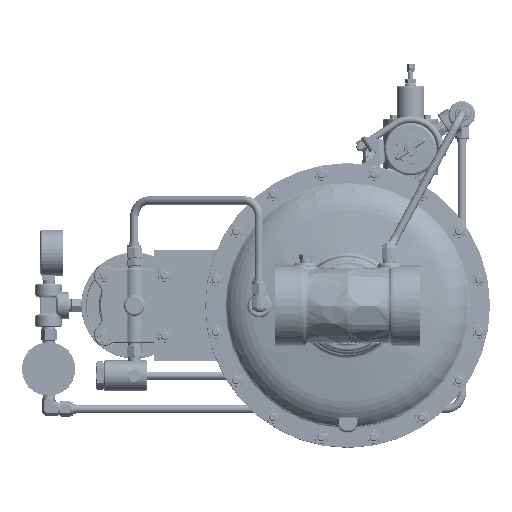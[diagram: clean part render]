
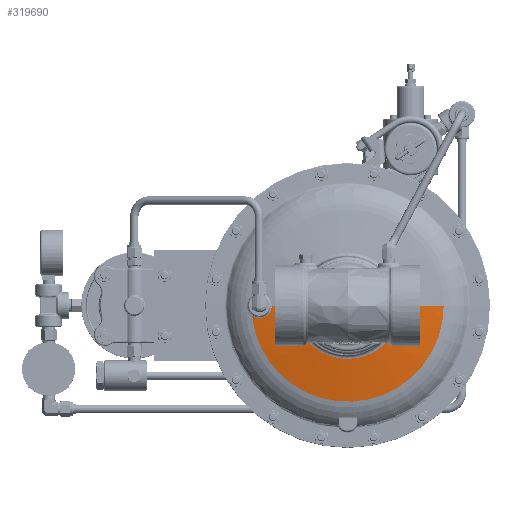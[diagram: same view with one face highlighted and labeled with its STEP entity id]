
A CAD part, front view. The second image highlights one B-rep face of the part: STEP entity #319690.
In plain terms, the highlighted spherical face has radius 584.2 mm.
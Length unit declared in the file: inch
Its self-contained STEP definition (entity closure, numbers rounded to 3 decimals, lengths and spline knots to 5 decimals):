
#1395 = CIRCLE ( 'NONE', #281783, 23. ) ;
#1937 = ORIENTED_EDGE ( 'NONE', *, *, #44262, .T. ) ;
#4962 = VERTEX_POINT ( 'NONE', #171030 ) ;
#13582 = DIRECTION ( 'NONE',  ( 0., -1., 0. ) ) ;
#14180 = AXIS2_PLACEMENT_3D ( 'NONE', #146800, #13582, #334443 ) ;
#14829 = CARTESIAN_POINT ( 'NONE',  ( -3.99686, 8.2544, -0.56217 ) ) ;
#15983 = CARTESIAN_POINT ( 'NONE',  ( -4.24932, 8.29892, -0.49841 ) ) ;
#17100 = CARTESIAN_POINT ( 'NONE',  ( -3.63235, 8.19027, -0.43231 ) ) ;
#21976 = CARTESIAN_POINT ( 'NONE',  ( 0., 30.89752, 0. ) ) ;
#24735 = CARTESIAN_POINT ( 'NONE',  ( -3.42898, 8.15457, 0. ) ) ;
#25344 = VERTEX_POINT ( 'NONE', #272263 ) ;
#27754 = EDGE_CURVE ( 'Defeatured_18310+Defeatured_18326+Defeatured_18327+Defeatured_18328', #328539, #133478, #300351, .T. ) ;
#35860 = DIRECTION ( 'NONE',  ( 0., 0., 1. ) ) ;
#37135 = SPHERICAL_SURFACE ( 'NONE', #119008, 23. ) ;
#41058 = DIRECTION ( 'NONE',  ( 0., 0., 1. ) ) ;
#43042 = DIRECTION ( 'NONE',  ( 0., 0., -1. ) ) ;
#43371 = CARTESIAN_POINT ( 'NONE',  ( 0., 30.89752, 0. ) ) ;
#44262 = EDGE_CURVE ( 'Defeatured_18310+Defeatured_18328+Defeatured_18326+Defeatured_1839', #133478, #326608, #98693, .T. ) ;
#55950 = CARTESIAN_POINT ( 'NONE',  ( -3.4488, 8.15805, -0.15172 ) ) ;
#57125 = CARTESIAN_POINT ( 'NONE',  ( -3.42898, 8.15457, 0. ) ) ;
#68640 = CARTESIAN_POINT ( 'NONE',  ( -3.56762, 8.1789, -0.37194 ) ) ;
#69815 = CARTESIAN_POINT ( 'NONE',  ( -3.90884, 8.2389, -0.55644 ) ) ;
#71882 = VERTEX_POINT ( 'NONE', #212203 ) ;
#74009 = DIRECTION ( 'NONE',  ( 1., 0., 0. ) ) ;
#84023 = CARTESIAN_POINT ( 'NONE',  ( -3.44132, 8.15673, -0.1216 ) ) ;
#85184 = EDGE_LOOP ( 'NONE', ( #246917, #226504, #1937, #329036, #235294, #208953 ) ) ;
#95454 = CARTESIAN_POINT ( 'NONE',  ( -3.68526, 8.19957, -0.4714 ) ) ;
#96603 = CARTESIAN_POINT ( 'NONE',  ( -3.50429, 8.16778, -0.28188 ) ) ;
#98542 = CARTESIAN_POINT ( 'NONE',  ( 0., 8.02435, 0. ) ) ;
#98693 = B_SPLINE_CURVE_WITH_KNOTS ( 'NONE', 3,
 ( #196990, #304244, #280876, #174815, #96603, #149179, #68640, #307683, #256342, #17100, #335657, #173683, #95454, #202723, #255194, #308828, #151442, #281995, #69815, #14829, #201575, #178286, #230733, #122320, #175979, #15983, #148029, #204998 ),
 .UNSPECIFIED., .F., .F.,
 ( 4, 2, 2, 2, 2, 2, 2, 2, 2, 2, 2, 2, 2, 4 ),
 ( 0.03624, 0.03792, 0.03961, 0.04297, 0.04381, 0.04465, 0.04634, 0.04802, 0.0497, 0.05307, 0.05643, 0.05812, 0.0598, 0.06316 ),
 .UNSPECIFIED. ) ;
#106969 = CIRCLE ( 'NONE', #14180, 4.34629 ) ;
#114700 = CARTESIAN_POINT ( 'NONE',  ( -4.3229, 8.31191, -0.45036 ) ) ;
#119008 = AXIS2_PLACEMENT_3D ( 'NONE', #21976, #35860, #250518 ) ;
#121313 = CARTESIAN_POINT ( 'NONE',  ( 0., 30.89752, 0. ) ) ;
#122320 = CARTESIAN_POINT ( 'NONE',  ( -4.16858, 8.28467, -0.53148 ) ) ;
#125079 = DIRECTION ( 'NONE',  ( 1., 0., 0. ) ) ;
#133478 = VERTEX_POINT ( 'NONE', #213505 ) ;
#135192 = EDGE_CURVE ( 'Defeatured_18310+Defeatured_1839+Defeatured_18328+Defeatured_18327', #326608, #71882, #106969, .T. ) ;
#146800 = CARTESIAN_POINT ( 'NONE',  ( 0., 8.31191, 0. ) ) ;
#148029 = CARTESIAN_POINT ( 'NONE',  ( -4.28725, 8.30562, -0.47677 ) ) ;
#149179 = CARTESIAN_POINT ( 'NONE',  ( -3.53987, 8.17403, -0.33789 ) ) ;
#151442 = CARTESIAN_POINT ( 'NONE',  ( -3.80339, 8.22034, -0.52923 ) ) ;
#156327 = AXIS2_PLACEMENT_3D ( 'NONE', #43371, #41058, #125079 ) ;
#161311 = AXIS2_PLACEMENT_3D ( 'NONE', #98542, #179048, #74009 ) ;
#171030 = CARTESIAN_POINT ( 'NONE',  ( -2.41202, 8.02435, 0. ) ) ;
#173683 = CARTESIAN_POINT ( 'NONE',  ( -3.66711, 8.19638, -0.45919 ) ) ;
#174815 = CARTESIAN_POINT ( 'NONE',  ( -3.4934, 8.16587, -0.26226 ) ) ;
#175979 = CARTESIAN_POINT ( 'NONE',  ( -4.18918, 8.28831, -0.52407 ) ) ;
#178286 = CARTESIAN_POINT ( 'NONE',  ( -4.10486, 8.27343, -0.54887 ) ) ;
#179048 = DIRECTION ( 'NONE',  ( 0., 1., 0. ) ) ;
#196990 = CARTESIAN_POINT ( 'NONE',  ( -3.45878, 8.1598, -0.18098 ) ) ;
#201575 = CARTESIAN_POINT ( 'NONE',  ( -4.0404, 8.26207, -0.55985 ) ) ;
#202723 = CARTESIAN_POINT ( 'NONE',  ( -3.72289, 8.20618, -0.49364 ) ) ;
#204998 = CARTESIAN_POINT ( 'NONE',  ( -4.3229, 8.31191, -0.45036 ) ) ;
#208953 = ORIENTED_EDGE ( 'NONE', *, *, #305000, .T. ) ;
#212203 = CARTESIAN_POINT ( 'NONE',  ( 4.34629, 8.31191, 0. ) ) ;
#213505 = CARTESIAN_POINT ( 'NONE',  ( -3.45878, 8.1598, -0.18098 ) ) ;
#226504 = ORIENTED_EDGE ( 'NONE', *, *, #27754, .T. ) ;
#229006 = FACE_OUTER_BOUND ( 'NONE', #85184, .T. ) ;
#230733 = CARTESIAN_POINT ( 'NONE',  ( -4.12625, 8.27721, -0.54393 ) ) ;
#235294 = ORIENTED_EDGE ( 'NONE', *, *, #303820, .T. ) ;
#245206 = CIRCLE ( 'NONE', #156327, 23. ) ;
#246917 = ORIENTED_EDGE ( 'NONE', *, *, #289248, .F. ) ;
#250518 = DIRECTION ( 'NONE',  ( 1., 0., 0. ) ) ;
#255194 = CARTESIAN_POINT ( 'NONE',  ( -3.74238, 8.20961, -0.50368 ) ) ;
#256342 = CARTESIAN_POINT ( 'NONE',  ( -3.61557, 8.18732, -0.41789 ) ) ;
#272263 = CARTESIAN_POINT ( 'NONE',  ( 2.41202, 8.02435, 0. ) ) ;
#280876 = CARTESIAN_POINT ( 'NONE',  ( -3.47424, 8.16251, -0.22229 ) ) ;
#281783 = AXIS2_PLACEMENT_3D ( 'NONE', #121313, #43042, #334643 ) ;
#281995 = CARTESIAN_POINT ( 'NONE',  ( -3.86599, 8.23135, -0.54851 ) ) ;
#289248 = EDGE_CURVE ( 'NONE', #328539, #4962, #245206, .T. ) ;
#300351 = B_SPLINE_CURVE_WITH_KNOTS ( 'NONE', 3,
 ( #57125, #320786, #346377, #84023, #55950, #323098 ),
 .UNSPECIFIED., .F., .F.,
 ( 4, 2, 4 ),
 ( 0.00467, 0.007, 0.00934 ),
 .UNSPECIFIED. ) ;
#302413 = CIRCLE ( 'NONE', #161311, 2.41202 ) ;
#303820 = EDGE_CURVE ( 'NONE', #71882, #25344, #1395, .T. ) ;
#304244 = CARTESIAN_POINT ( 'NONE',  ( -3.4659, 8.16105, -0.20185 ) ) ;
#305000 = EDGE_CURVE ( 'Defeatured_18310+Defeatured_18387+Defeatured_18387+Defeatured_18387', #25344, #4962, #302413, .T. ) ;
#307683 = CARTESIAN_POINT ( 'NONE',  ( -3.60734, 8.18588, -0.41039 ) ) ;
#308828 = CARTESIAN_POINT ( 'NONE',  ( -3.78273, 8.21671, -0.52152 ) ) ;
#319690 = ADVANCED_FACE ( 'Defeatured_18310', ( #229006 ), #37135, .T. ) ;
#320786 = CARTESIAN_POINT ( 'NONE',  ( -3.42898, 8.15457, -0.03071 ) ) ;
#323098 = CARTESIAN_POINT ( 'NONE',  ( -3.45878, 8.1598, -0.18098 ) ) ;
#326608 = VERTEX_POINT ( 'NONE', #114700 ) ;
#328539 = VERTEX_POINT ( 'NONE', #24735 ) ;
#329036 = ORIENTED_EDGE ( 'NONE', *, *, #135192, .T. ) ;
#334443 = DIRECTION ( 'NONE',  ( -1., 0., 0. ) ) ;
#334643 = DIRECTION ( 'NONE',  ( -1., 0., 0. ) ) ;
#335657 = CARTESIAN_POINT ( 'NONE',  ( -3.64091, 8.19178, -0.43924 ) ) ;
#346377 = CARTESIAN_POINT ( 'NONE',  ( -3.43145, 8.155, -0.06117 ) ) ;
